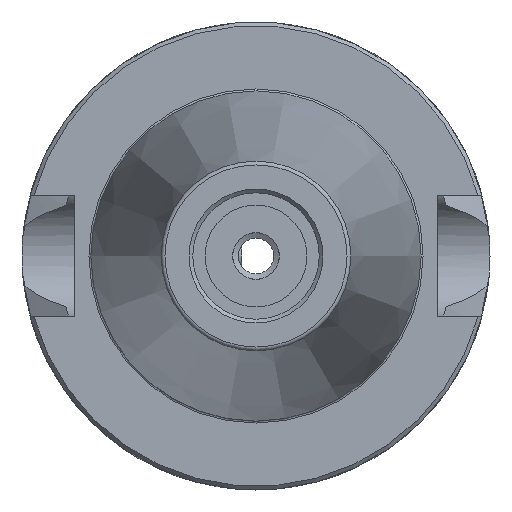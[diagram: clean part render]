
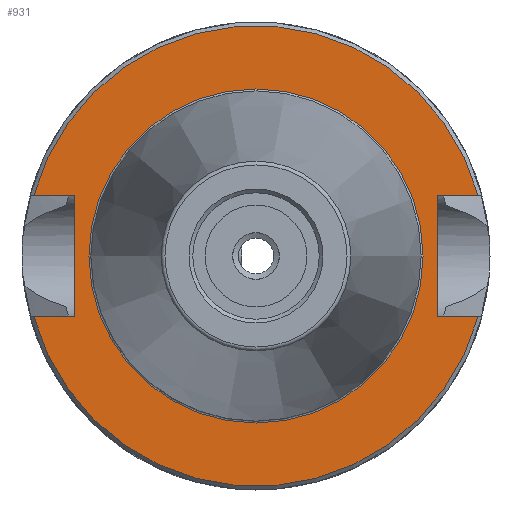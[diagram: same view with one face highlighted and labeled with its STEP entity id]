
A CAD part, left-side view. The second image highlights one B-rep face of the part: STEP entity #931.
In plain terms, the highlighted planar face has unit normal (-1, 0, 0).
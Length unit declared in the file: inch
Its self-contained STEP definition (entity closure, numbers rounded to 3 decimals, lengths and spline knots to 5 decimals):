
#123=LINE('',#1516,#180);
#129=LINE('',#1529,#186);
#131=LINE('',#1541,#188);
#133=LINE('',#1603,#190);
#139=LINE('',#1616,#196);
#142=LINE('',#1630,#199);
#180=VECTOR('',#1183,39.37008);
#186=VECTOR('',#1191,39.37008);
#188=VECTOR('',#1195,39.37008);
#190=VECTOR('',#1203,39.37008);
#196=VECTOR('',#1211,39.37008);
#199=VECTOR('',#1216,39.37008);
#228=FACE_BOUND('',#338,.T.);
#274=FACE_OUTER_BOUND('',#337,.T.);
#337=EDGE_LOOP('',(#810,#811,#812,#813,#814,#815,#816,#817));
#338=EDGE_LOOP('',(#818));
#373=CIRCLE('',#1014,0.885);
#386=CIRCLE('',#1036,1.22);
#389=CIRCLE('',#1040,1.22);
#435=VERTEX_POINT('',#1510);
#436=VERTEX_POINT('',#1515);
#441=VERTEX_POINT('',#1526);
#442=VERTEX_POINT('',#1528);
#453=VERTEX_POINT('',#1597);
#454=VERTEX_POINT('',#1602);
#459=VERTEX_POINT('',#1613);
#460=VERTEX_POINT('',#1615);
#470=VERTEX_POINT('',#1682);
#536=EDGE_CURVE('',#435,#436,#123,.T.);
#542=EDGE_CURVE('',#441,#442,#129,.T.);
#546=EDGE_CURVE('',#436,#441,#131,.T.);
#557=EDGE_CURVE('',#454,#453,#133,.T.);
#563=EDGE_CURVE('',#460,#459,#139,.T.);
#568=EDGE_CURVE('',#454,#459,#142,.T.);
#578=EDGE_CURVE('',#470,#470,#373,.T.);
#596=EDGE_CURVE('',#435,#460,#386,.T.);
#599=EDGE_CURVE('',#453,#442,#389,.T.);
#810=ORIENTED_EDGE('',*,*,#542,.F.);
#811=ORIENTED_EDGE('',*,*,#546,.F.);
#812=ORIENTED_EDGE('',*,*,#536,.F.);
#813=ORIENTED_EDGE('',*,*,#596,.T.);
#814=ORIENTED_EDGE('',*,*,#563,.T.);
#815=ORIENTED_EDGE('',*,*,#568,.F.);
#816=ORIENTED_EDGE('',*,*,#557,.T.);
#817=ORIENTED_EDGE('',*,*,#599,.T.);
#818=ORIENTED_EDGE('',*,*,#578,.T.);
#885=PLANE('',#1041);
#931=ADVANCED_FACE('',(#274,#228),#885,.F.);
#1014=AXIS2_PLACEMENT_3D('',#1683,#1230,#1231);
#1036=AXIS2_PLACEMENT_3D('',#1720,#1279,#1280);
#1040=AXIS2_PLACEMENT_3D('',#1724,#1287,#1288);
#1041=AXIS2_PLACEMENT_3D('',#1725,#1289,#1290);
#1183=DIRECTION('',(0.,-1.,0.));
#1191=DIRECTION('',(0.,1.,0.));
#1195=DIRECTION('',(0.,0.,1.));
#1203=DIRECTION('',(0.,-1.,0.));
#1211=DIRECTION('',(0.,1.,0.));
#1216=DIRECTION('',(0.,0.,-1.));
#1230=DIRECTION('center_axis',(1.,0.,0.));
#1231=DIRECTION('ref_axis',(0.,1.,0.));
#1279=DIRECTION('center_axis',(-1.,0.,0.));
#1280=DIRECTION('ref_axis',(0.,1.,0.));
#1287=DIRECTION('center_axis',(-1.,0.,0.));
#1288=DIRECTION('ref_axis',(0.,1.,0.));
#1289=DIRECTION('center_axis',(1.,0.,0.));
#1290=DIRECTION('ref_axis',(0.,1.,0.));
#1510=CARTESIAN_POINT('',(0.04,1.1766,-0.3225));
#1515=CARTESIAN_POINT('',(0.04,0.96,-0.3225));
#1516=CARTESIAN_POINT('',(0.04,0.875,-0.3225));
#1526=CARTESIAN_POINT('',(0.04,0.96,0.3225));
#1528=CARTESIAN_POINT('',(0.04,1.1766,0.3225));
#1529=CARTESIAN_POINT('',(0.04,0.875,0.3225));
#1541=CARTESIAN_POINT('',(0.04,0.96,0.));
#1597=CARTESIAN_POINT('',(0.04,-1.1766,0.3225));
#1602=CARTESIAN_POINT('',(0.04,-0.96,0.3225));
#1603=CARTESIAN_POINT('',(0.04,0.875,0.3225));
#1613=CARTESIAN_POINT('',(0.04,-0.96,-0.3225));
#1615=CARTESIAN_POINT('',(0.04,-1.1766,-0.3225));
#1616=CARTESIAN_POINT('',(0.04,0.875,-0.3225));
#1630=CARTESIAN_POINT('',(0.04,-0.96,0.));
#1682=CARTESIAN_POINT('',(0.04,-0.885,0.));
#1683=CARTESIAN_POINT('Origin',(0.04,0.,0.));
#1720=CARTESIAN_POINT('Origin',(0.04,0.,0.));
#1724=CARTESIAN_POINT('Origin',(0.04,0.,0.));
#1725=CARTESIAN_POINT('Origin',(0.04,0.875,0.));
